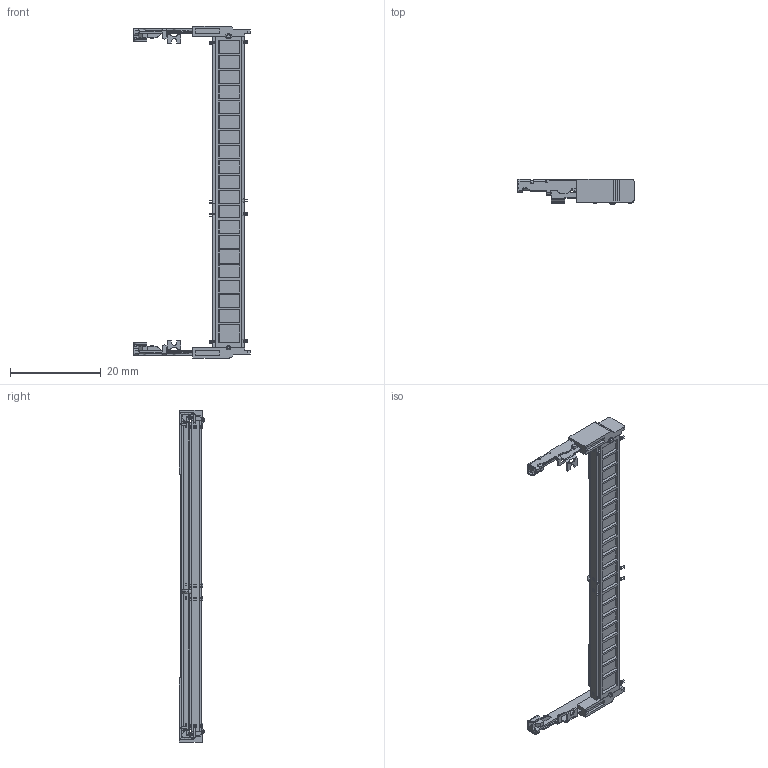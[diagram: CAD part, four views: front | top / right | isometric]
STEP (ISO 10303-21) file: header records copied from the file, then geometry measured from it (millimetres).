
FILE_DESCRIPTION (( 'STEP AP203' ), '1' );
FILE_NAME ('317-0000-2252.STEP', '2016-06-23T05:12:44', ( '' ), ( '' ), 'SwSTEP 2.0', 'SolidWorks 2010', '' );
FILE_SCHEMA (( 'CONFIG_CONTROL_DESIGN' ));
Length unit declared in the file: millimetre
Products named in the file (1): 317-0000-2252
Bounding box: 25.65 x 5.55 x 73.3 mm (x, y, z)
Volume: 1859.6 mm3; surface area: 3095.7 mm2
Topology: 1 solids, 11 shells, 1252 faces, 3525 edges, 2275 vertices
Faces by surface type: plane 907, cylinder 322, bspline 16, cone 7
Entity records: 41033 total; most frequent: CARTESIAN_POINT 8227, ORIENTED_EDGE 7050, DIRECTION 6571, EDGE_CURVE 3525, LINE 2821, VECTOR 2821, VERTEX_POINT 2275, AXIS2_PLACEMENT_3D 1875
